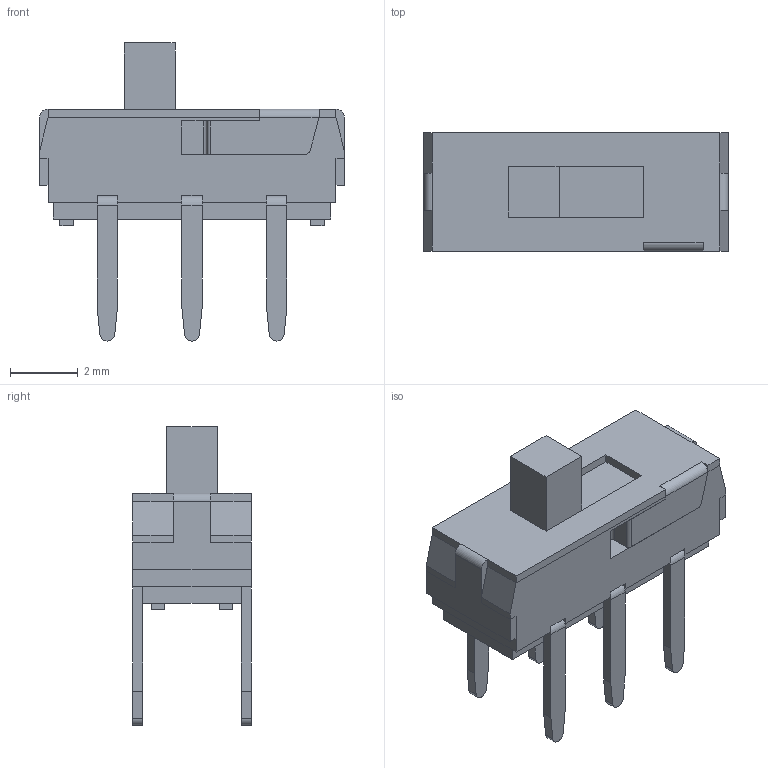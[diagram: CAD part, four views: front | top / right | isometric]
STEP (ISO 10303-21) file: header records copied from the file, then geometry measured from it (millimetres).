
FILE_DESCRIPTION(('FreeCAD Model'),'2;1');
FILE_NAME('Open CASCADE Shape Model','2024-06-02T15:54:07',(''),(''), 'Open CASCADE STEP processor 7.7','FreeCAD','Unknown');
FILE_SCHEMA(('AUTOMOTIVE_DESIGN { 1 0 10303 214 1 1 1 1 }'));
Length unit declared in the file: millimetre
Products named in the file (5): th_switch_js202011cqn; Body; Top; Slider; Leg
Assembly tree (6 placements, depth 2):
  th_switch_js202011cqn
    Body
    Top
    Slider
    Leg  x3
Bounding box: 9 x 3.5 x 8.8 mm (x, y, z)
Volume: 103.9 mm3; surface area: 335.6 mm2
Topology: 6 solids, 6 shells, 232 faces, 619 edges, 410 vertices
Faces by surface type: plane 206, cylinder 25, bspline 1
Entity records: 6012 total; most frequent: CARTESIAN_POINT 1073, ORIENTED_EDGE 1022, DIRECTION 929, EDGE_CURVE 511, LINE 481, VECTOR 481, VERTEX_POINT 338, AXIS2_PLACEMENT_3D 224
